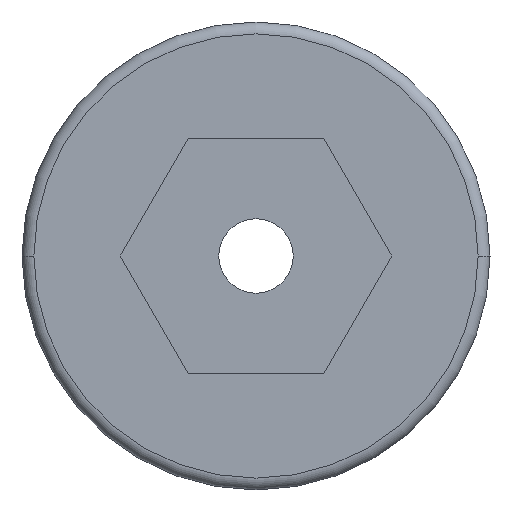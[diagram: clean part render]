
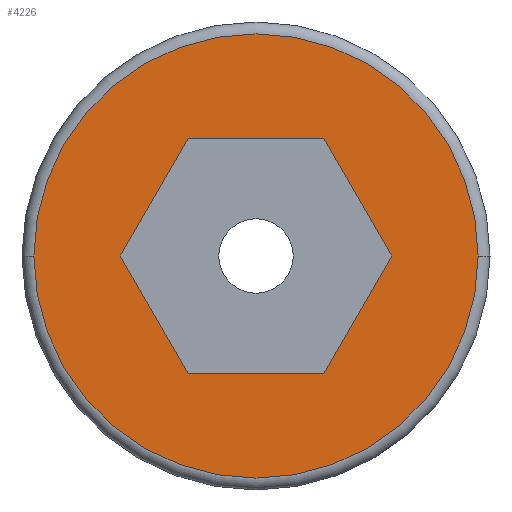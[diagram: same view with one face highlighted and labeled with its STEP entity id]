
A CAD part, left-side view. The second image highlights one B-rep face of the part: STEP entity #4226.
In plain terms, the highlighted planar face has unit normal (-1, 0, 0).
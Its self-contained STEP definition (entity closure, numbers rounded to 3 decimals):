
#1899=DIRECTION('',(0.,-0.5,0.866));
#1900=VECTOR('',#1899,2.898);
#1901=CARTESIAN_POINT('',(-5.85,2.898,0.));
#1902=LINE('',#1901,#1900);
#1903=DIRECTION('',(0.,0.5,0.866));
#1904=VECTOR('',#1903,2.898);
#1905=CARTESIAN_POINT('',(-5.85,1.449,-2.51));
#1906=LINE('',#1905,#1904);
#1907=DIRECTION('',(0.,1.,0.));
#1908=VECTOR('',#1907,2.898);
#1909=CARTESIAN_POINT('',(-5.85,-1.449,-2.51));
#1910=LINE('',#1909,#1908);
#1911=DIRECTION('',(0.,0.5,-0.866));
#1912=VECTOR('',#1911,2.898);
#1913=CARTESIAN_POINT('',(-5.85,-2.898,0.));
#1914=LINE('',#1913,#1912);
#1915=DIRECTION('',(0.,-0.5,-0.866));
#1916=VECTOR('',#1915,2.898);
#1917=CARTESIAN_POINT('',(-5.85,-1.449,2.51));
#1918=LINE('',#1917,#1916);
#1919=DIRECTION('',(0.,-1.,0.));
#1920=VECTOR('',#1919,2.898);
#1921=CARTESIAN_POINT('',(-5.85,1.449,2.51));
#1922=LINE('',#1921,#1920);
#1923=CARTESIAN_POINT('',(-5.85,0.,0.));
#1924=DIRECTION('',(-1.,0.,0.));
#1925=DIRECTION('',(0.,1.,0.));
#1926=AXIS2_PLACEMENT_3D('',#1923,#1924,#1925);
#1928=CARTESIAN_POINT('',(-5.85,0.,0.));
#1929=DIRECTION('',(-1.,0.,0.));
#1930=DIRECTION('',(0.,-1.,0.));
#1931=AXIS2_PLACEMENT_3D('',#1928,#1929,#1930);
#2102=CARTESIAN_POINT('',(-5.85,2.898,0.));
#2103=CARTESIAN_POINT('',(-5.85,1.449,2.51));
#2104=VERTEX_POINT('',#2102);
#2105=VERTEX_POINT('',#2103);
#2106=CARTESIAN_POINT('',(-5.85,-1.449,2.51));
#2107=VERTEX_POINT('',#2106);
#2108=CARTESIAN_POINT('',(-5.85,-2.898,0.));
#2109=VERTEX_POINT('',#2108);
#2110=CARTESIAN_POINT('',(-5.85,-1.449,-2.51));
#2111=VERTEX_POINT('',#2110);
#2112=CARTESIAN_POINT('',(-5.85,1.449,-2.51));
#2113=VERTEX_POINT('',#2112);
#2114=CARTESIAN_POINT('',(-5.85,4.746,0.));
#2115=CARTESIAN_POINT('',(-5.85,-4.746,0.));
#2116=VERTEX_POINT('',#2114);
#2117=VERTEX_POINT('',#2115);
#4202=CARTESIAN_POINT('',(-5.85,0.,0.));
#4203=DIRECTION('',(1.,0.,0.));
#4204=DIRECTION('',(0.,-1.,0.));
#4205=AXIS2_PLACEMENT_3D('',#4202,#4203,#4204);
#4206=PLANE('',#4205);
#4208=ORIENTED_EDGE('',*,*,#4207,.F.);
#4209=ORIENTED_EDGE('',*,*,#4192,.F.);
#4210=EDGE_LOOP('',(#4208,#4209));
#4211=FACE_OUTER_BOUND('',#4210,.F.);
#4213=ORIENTED_EDGE('',*,*,#4212,.F.);
#4215=ORIENTED_EDGE('',*,*,#4214,.F.);
#4217=ORIENTED_EDGE('',*,*,#4216,.F.);
#4219=ORIENTED_EDGE('',*,*,#4218,.F.);
#4221=ORIENTED_EDGE('',*,*,#4220,.F.);
#4223=ORIENTED_EDGE('',*,*,#4222,.F.);
#4224=EDGE_LOOP('',(#4213,#4215,#4217,#4219,#4221,#4223));
#4225=FACE_BOUND('',#4224,.F.);
#1927=CIRCLE('',#1926,4.746);
#1932=CIRCLE('',#1931,4.746);
#4192=EDGE_CURVE('',#2117,#2116,#1932,.T.);
#4207=EDGE_CURVE('',#2116,#2117,#1927,.T.);
#4212=EDGE_CURVE('',#2104,#2105,#1902,.T.);
#4214=EDGE_CURVE('',#2113,#2104,#1906,.T.);
#4216=EDGE_CURVE('',#2111,#2113,#1910,.T.);
#4218=EDGE_CURVE('',#2109,#2111,#1914,.T.);
#4220=EDGE_CURVE('',#2107,#2109,#1918,.T.);
#4222=EDGE_CURVE('',#2105,#2107,#1922,.T.);
#4226=ADVANCED_FACE('',(#4211,#4225),#4206,.F.);
